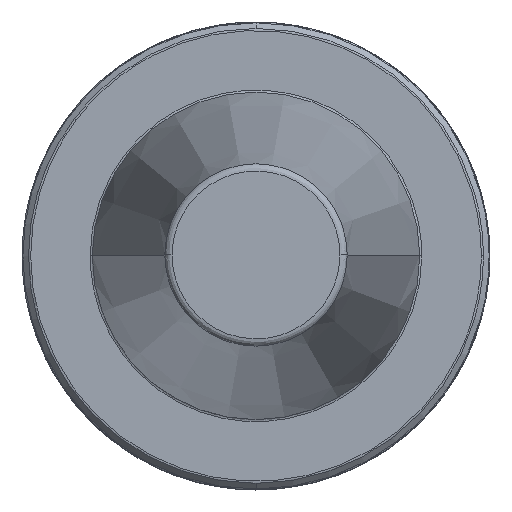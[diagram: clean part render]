
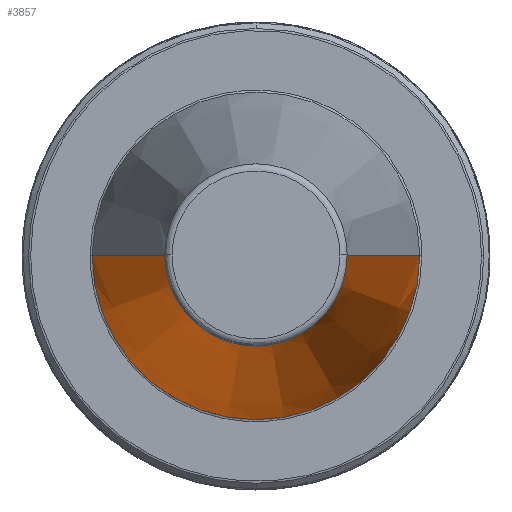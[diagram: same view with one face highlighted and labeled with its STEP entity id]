
A CAD part, top view. The second image highlights one B-rep face of the part: STEP entity #3857.
In plain terms, the highlighted conical face has half-angle 8.297 degrees and reference radius 22.225 mm.
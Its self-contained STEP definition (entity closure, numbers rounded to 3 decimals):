
#25 = VERTEX_POINT ( 'NONE', #1260 ) ;
#89 = DIRECTION ( 'NONE',  ( 0., 0., -1. ) ) ;
#113 = AXIS2_PLACEMENT_3D ( 'NONE', #4067, #2084, #118 ) ;
#118 = DIRECTION ( 'NONE',  ( -1., 0., 0. ) ) ;
#340 = VERTEX_POINT ( 'NONE', #367 ) ;
#343 = ORIENTED_EDGE ( 'NONE', *, *, #3062, .T. ) ;
#359 = CARTESIAN_POINT ( 'NONE',  ( 22.225, 0., 0. ) ) ;
#367 = CARTESIAN_POINT ( 'NONE',  ( -12.375, 0., 67.544 ) ) ;
#521 = EDGE_CURVE ( 'NONE', #1259, #25, #3830, .T. ) ;
#914 = VECTOR ( 'NONE', #984, 1000. ) ;
#984 = DIRECTION ( 'NONE',  ( -0.144, 0., -0.99 ) ) ;
#1007 = LINE ( 'NONE', #3949, #914 ) ;
#1190 = CARTESIAN_POINT ( 'NONE',  ( 12.375, 0., 67.544 ) ) ;
#1217 = ORIENTED_EDGE ( 'NONE', *, *, #2027, .T. ) ;
#1259 = VERTEX_POINT ( 'NONE', #3174 ) ;
#1260 = CARTESIAN_POINT ( 'NONE',  ( -22.225, 0., 0. ) ) ;
#1263 = VERTEX_POINT ( 'NONE', #1190 ) ;
#1471 = VECTOR ( 'NONE', #2644, 1000. ) ;
#1555 = AXIS2_PLACEMENT_3D ( 'NONE', #2055, #89, #2375 ) ;
#1585 = LINE ( 'NONE', #359, #1471 ) ;
#1589 = DIRECTION ( 'NONE',  ( 0., 0., -1. ) ) ;
#1757 = EDGE_CURVE ( 'NONE', #1263, #1259, #1585, .T. ) ;
#1806 = EDGE_LOOP ( 'NONE', ( #3645, #343, #1217, #2205 ) ) ;
#1910 = CARTESIAN_POINT ( 'NONE',  ( 0., 0., 0. ) ) ;
#1920 = CONICAL_SURFACE ( 'NONE', #2721, 22.225, 0.145 ) ;
#2027 = EDGE_CURVE ( 'NONE', #340, #25, #1007, .T. ) ;
#2055 = CARTESIAN_POINT ( 'NONE',  ( 0., 0., 0. ) ) ;
#2084 = DIRECTION ( 'NONE',  ( 0., 0., -1. ) ) ;
#2132 = FACE_OUTER_BOUND ( 'NONE', #1806, .T. ) ;
#2205 = ORIENTED_EDGE ( 'NONE', *, *, #521, .F. ) ;
#2375 = DIRECTION ( 'NONE',  ( 1., 0., 0. ) ) ;
#2644 = DIRECTION ( 'NONE',  ( 0.144, 0., -0.99 ) ) ;
#2721 = AXIS2_PLACEMENT_3D ( 'NONE', #1910, #1589, #3234 ) ;
#3062 = EDGE_CURVE ( 'NONE', #1263, #340, #3095, .T. ) ;
#3095 = CIRCLE ( 'NONE', #113, 12.375 ) ;
#3174 = CARTESIAN_POINT ( 'NONE',  ( 22.225, 0., 0. ) ) ;
#3234 = DIRECTION ( 'NONE',  ( -1., 0., 0. ) ) ;
#3645 = ORIENTED_EDGE ( 'NONE', *, *, #1757, .F. ) ;
#3830 = CIRCLE ( 'NONE', #1555, 22.225 ) ;
#3857 = ADVANCED_FACE ( 'NONE', ( #2132 ), #1920, .T. ) ;
#3949 = CARTESIAN_POINT ( 'NONE',  ( -22.225, 0., 0. ) ) ;
#4067 = CARTESIAN_POINT ( 'NONE',  ( 0., 0., 67.544 ) ) ;
